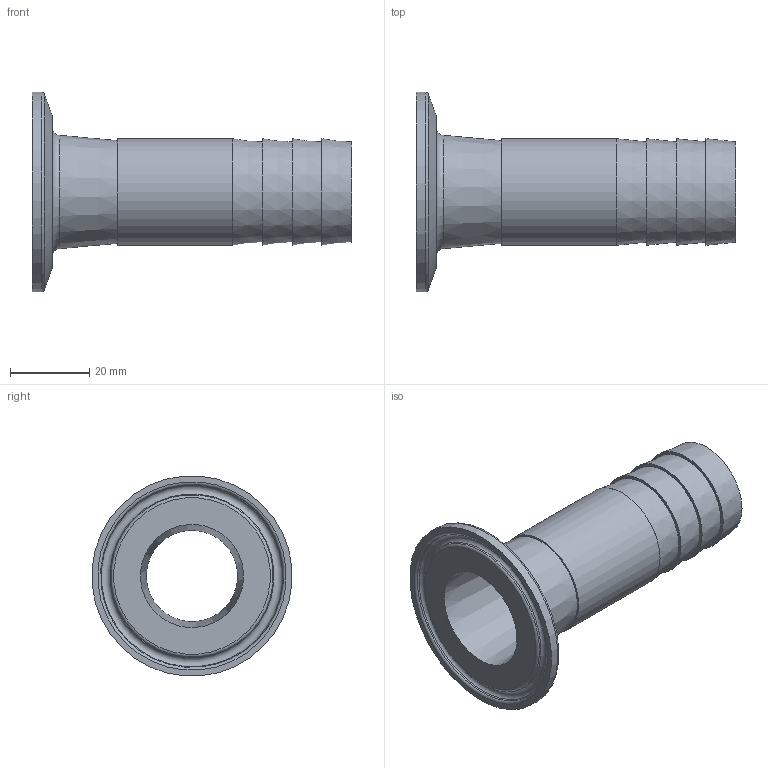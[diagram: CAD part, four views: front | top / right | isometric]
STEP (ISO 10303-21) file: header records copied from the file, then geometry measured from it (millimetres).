
FILE_DESCRIPTION(/* description */ (''),/* implementation_level */ '2;1');
FILE_NAME(/* name */ '26070025000.stp',/* time_stamp */ '2016-03-08T11:58:57+01:00',/* author */ ('Struska'),/* organization */ ('BUPOSPOL'),/* preprocessor_version */ 'ST-DEVELOPER v15.6',/* originating_system */ 'Autodesk Inventor 2015',/* authorisation */ '');
FILE_SCHEMA (('CONFIG_CONTROL_DESIGN'));
Length unit declared in the file: millimetre
Products named in the file (1): 26070025000
Bounding box: 80.5 x 50.31 x 50.31 mm (x, y, z)
Volume: 15905.3 mm3; surface area: 16073.3 mm2
Topology: 1 solids, 1 shells, 27 faces, 45 edges, 28 vertices
Faces by surface type: plane 10, cone 9, torus 5, cylinder 3
Full cylindrical faces by diameter (mm): 23.2 x1, 26.9 x1, 50.5 x1
Entity records: 599 total; most frequent: DIRECTION 110, CARTESIAN_POINT 82, AXIS2_PLACEMENT_3D 55, EDGE_LOOP 54, ORIENTED_EDGE 54, STYLED_ITEM 28, FACE_BOUND 27, FACE_OUTER_BOUND 27
